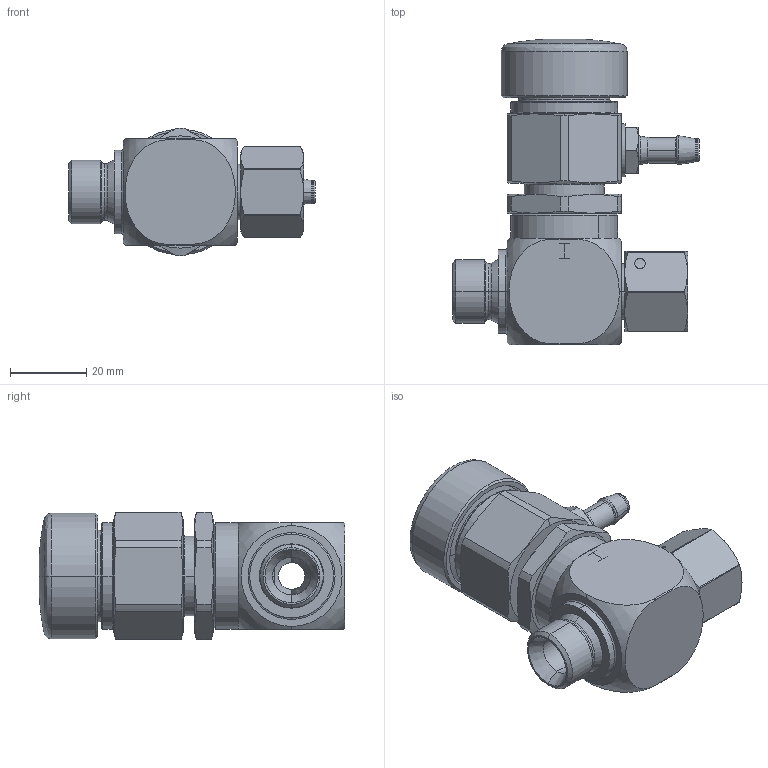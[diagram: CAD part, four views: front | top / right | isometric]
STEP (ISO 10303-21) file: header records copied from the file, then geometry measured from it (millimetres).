
FILE_DESCRIPTION (( 'STEP AP214' ), '1' );
FILE_NAME ('TA38.STEP', '2015-09-07T08:58:27', ( 'admin' ), ( 'Microsoft' ), 'SwSTEP 2.0', 'SolidWorks 2009', '' );
FILE_SCHEMA (( 'AUTOMOTIVE_DESIGN' ));
Length unit declared in the file: millimetre
Products named in the file (1): TA38
Bounding box: 64.8 x 80.3 x 33.5 mm (x, y, z)
Volume: 64724 mm3; surface area: 25539 mm2
Topology: 6 solids, 9 shells, 409 faces, 985 edges, 601 vertices
Faces by surface type: cylinder 140, plane 94, cone 92, bspline 63, torus 20
Entity records: 14341 total; most frequent: CARTESIAN_POINT 5144, ORIENTED_EDGE 1954, DIRECTION 1929, EDGE_CURVE 977, AXIS2_PLACEMENT_3D 818, VERTEX_POINT 601, CIRCLE 471, EDGE_LOOP 440
